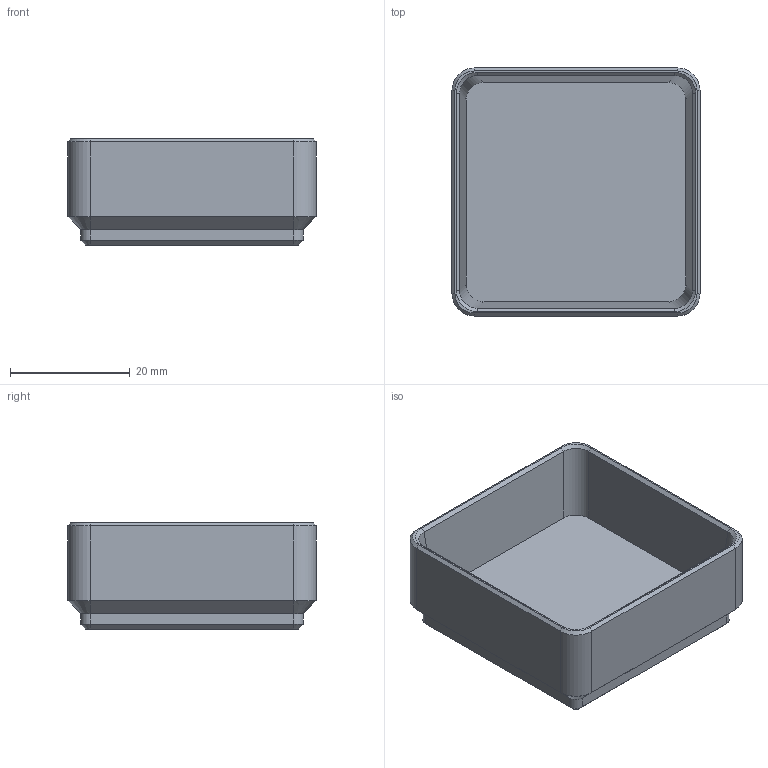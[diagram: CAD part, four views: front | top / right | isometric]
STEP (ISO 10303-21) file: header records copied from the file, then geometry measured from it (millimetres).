
FILE_DESCRIPTION(('Open CASCADE Model'),'2;1');
FILE_NAME('Open CASCADE Shape Model','2022-12-31T18:13:09',('Author'),( 'Open CASCADE'),'Open CASCADE STEP processor 7.5','Open CASCADE 7.5' ,'Unknown');
FILE_SCHEMA(('AUTOMOTIVE_DESIGN { 1 0 10303 214 1 1 1 1 }'));
Length unit declared in the file: millimetre
Products named in the file (1): Open CASCADE STEP translator 7.5 18
Bounding box: 41.5 x 41.5 x 17.8 mm (x, y, z)
Volume: 10144.7 mm3; surface area: 7834.2 mm2
Topology: 1 solids, 1 shells, 96 faces, 224 edges, 136 vertices
Faces by surface type: plane 60, cylinder 20, cone 12, bspline 4
Full cylindrical faces by diameter (mm): 3 x4, 6.5 x4
Entity records: 6295 total; most frequent: CARTESIAN_POINT 1860, DIRECTION 799, ORIENTED_EDGE 448, PCURVE 448, DEFINITIONAL_REPRESENTATION 448, LINE 417, VECTOR 417, EDGE_CURVE 224
